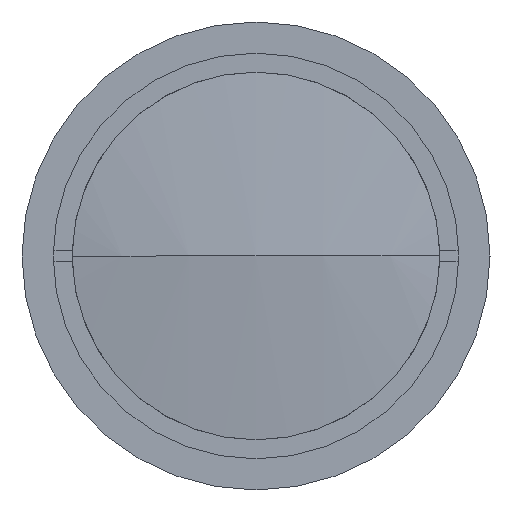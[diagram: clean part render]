
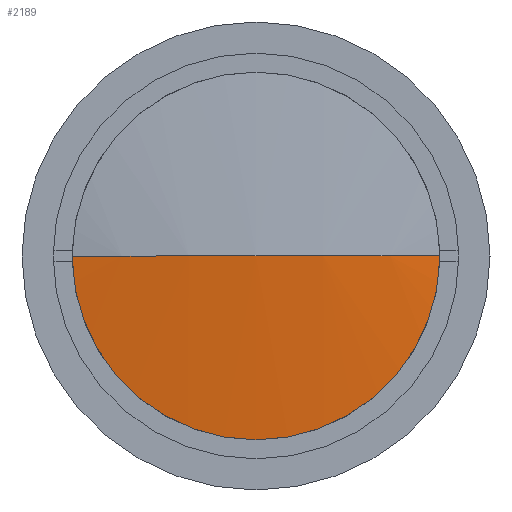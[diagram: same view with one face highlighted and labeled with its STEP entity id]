
A CAD part, left-side view. The second image highlights one B-rep face of the part: STEP entity #2189.
In plain terms, the highlighted spherical face has radius 100.18 mm.
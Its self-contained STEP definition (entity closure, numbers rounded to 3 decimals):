
#194 = FACE_OUTER_BOUND ( 'NONE', #3330, .T. ) ;
#207 = DIRECTION ( 'NONE',  ( 0., -1., 0. ) ) ;
#455 = DIRECTION ( 'NONE',  ( -1., 0., 0. ) ) ;
#469 = CARTESIAN_POINT ( 'NONE',  ( 4.912, 18., 0. ) ) ;
#489 = AXIS2_PLACEMENT_3D ( 'NONE', #3884, #2101, #207 ) ;
#494 = CARTESIAN_POINT ( 'NONE',  ( 4.912, -18., 0. ) ) ;
#497 = AXIS2_PLACEMENT_3D ( 'NONE', #2446, #455, #2804 ) ;
#504 = AXIS2_PLACEMENT_3D ( 'NONE', #3626, #1722, #3872 ) ;
#569 = DIRECTION ( 'NONE',  ( 0., 0., -1. ) ) ;
#580 = ORIENTED_EDGE ( 'NONE', *, *, #3107, .T. ) ;
#1366 = AXIS2_PLACEMENT_3D ( 'NONE', #2216, #569, #1525 ) ;
#1525 = DIRECTION ( 'NONE',  ( 0., 1., 0. ) ) ;
#1688 = VERTEX_POINT ( 'NONE', #3538 ) ;
#1722 = DIRECTION ( 'NONE',  ( 0., 0., -1. ) ) ;
#1888 = ORIENTED_EDGE ( 'NONE', *, *, #3119, .F. ) ;
#2101 = DIRECTION ( 'NONE',  ( 0., 0., 1. ) ) ;
#2189 = ADVANCED_FACE ( 'NONE', ( #194 ), #3877, .T. ) ;
#2216 = CARTESIAN_POINT ( 'NONE',  ( 103.461, 0., 0. ) ) ;
#2446 = CARTESIAN_POINT ( 'NONE',  ( 4.912, 0., 0. ) ) ;
#2804 = DIRECTION ( 'NONE',  ( 0., 0., 1. ) ) ;
#2968 = ORIENTED_EDGE ( 'NONE', *, *, #3108, .T. ) ;
#3107 = EDGE_CURVE ( 'NONE', #3633, #1688, #3179, .T. ) ;
#3108 = EDGE_CURVE ( 'NONE', #3250, #3633, #3281, .T. ) ;
#3119 = EDGE_CURVE ( 'NONE', #3250, #1688, #3135, .T. ) ;
#3135 = CIRCLE ( 'NONE', #489, 100.18 ) ;
#3179 = CIRCLE ( 'NONE', #504, 100.18 ) ;
#3250 = VERTEX_POINT ( 'NONE', #469 ) ;
#3281 = CIRCLE ( 'NONE', #497, 18. ) ;
#3330 = EDGE_LOOP ( 'NONE', ( #2968, #580, #1888 ) ) ;
#3538 = CARTESIAN_POINT ( 'NONE',  ( 3.281, 0., 0. ) ) ;
#3626 = CARTESIAN_POINT ( 'NONE',  ( 103.461, 0., 0. ) ) ;
#3633 = VERTEX_POINT ( 'NONE', #494 ) ;
#3872 = DIRECTION ( 'NONE',  ( 0., 1., 0. ) ) ;
#3877 = SPHERICAL_SURFACE ( 'NONE', #1366, 100.18 ) ;
#3884 = CARTESIAN_POINT ( 'NONE',  ( 103.461, 0., 0. ) ) ;
